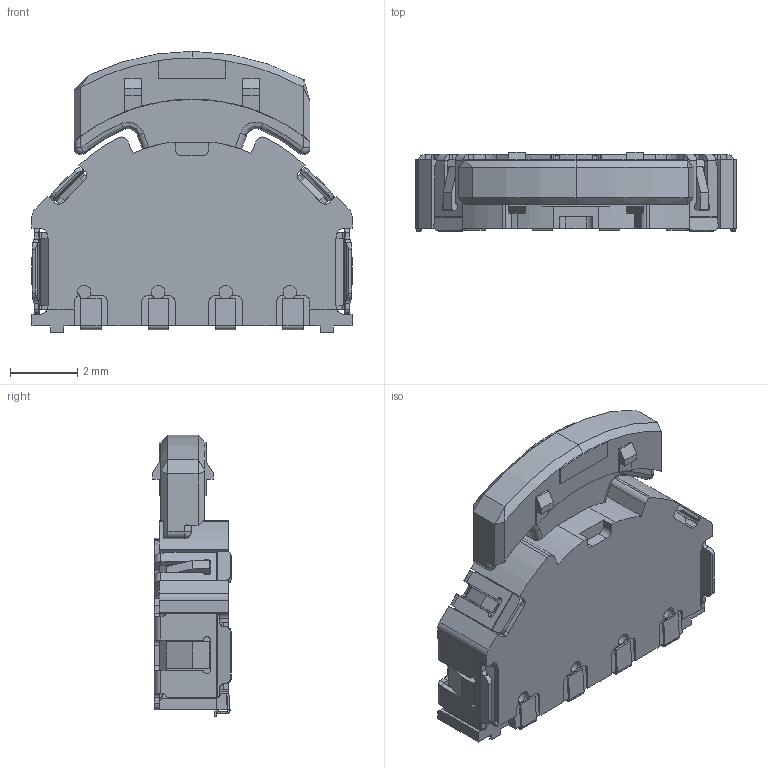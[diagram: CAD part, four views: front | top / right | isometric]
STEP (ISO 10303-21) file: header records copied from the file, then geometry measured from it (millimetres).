
FILE_DESCRIPTION (( 'STEP AP214' ), '1' );
FILE_NAME ('SLLB520200.STEP', '2011-03-29T09:49:39', ( '' ), ( '' ), 'SwSTEP 2.0', 'SolidWorks 2007', '' );
FILE_SCHEMA (( 'AUTOMOTIVE_DESIGN' ));
Length unit declared in the file: millimetre
Products named in the file (1): SLLB520200
Bounding box: 9.5 x 2.34 x 8.35 mm (x, y, z)
Volume: 115.2 mm3; surface area: 264.4 mm2
Topology: 1 solids, 1 shells, 686 faces, 1842 edges, 1147 vertices
Faces by surface type: plane 438, cylinder 230, bspline 10, cone 6, sphere 2
Entity records: 28926 total; most frequent: CARTESIAN_POINT 4056, ORIENTED_EDGE 3680, DIRECTION 3641, EDGE_CURVE 1840, VECTOR 1255, LINE 1255, AXIS2_PLACEMENT_3D 1193, VERTEX_POINT 1146
